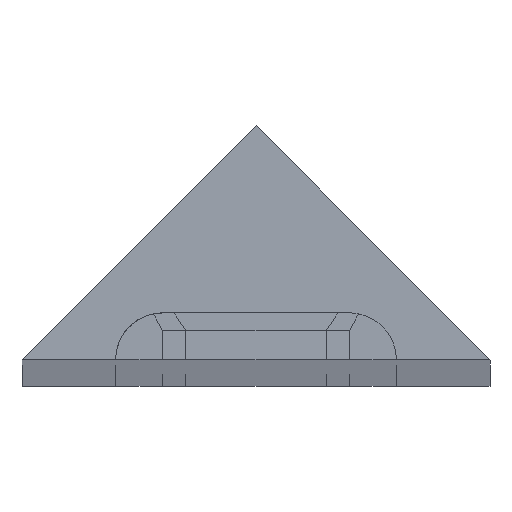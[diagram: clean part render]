
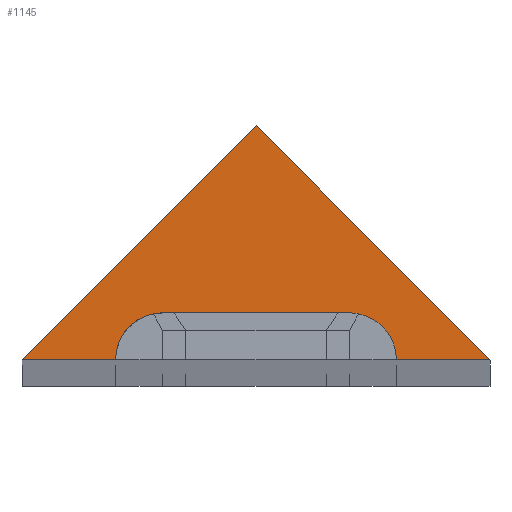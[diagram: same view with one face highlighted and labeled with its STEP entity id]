
A CAD part, top view. The second image highlights one B-rep face of the part: STEP entity #1145.
In plain terms, the highlighted planar face has unit normal (0, 0, 1).
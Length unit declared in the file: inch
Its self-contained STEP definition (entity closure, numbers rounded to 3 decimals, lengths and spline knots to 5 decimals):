
#97=FACE_OUTER_BOUND('',#168,.T.);
#168=EDGE_LOOP('',(#943,#944,#945,#946,#947,#948,#949,#950));
#197=CIRCLE('',#1247,0.2);
#198=CIRCLE('',#1250,0.2);
#199=CIRCLE('',#1253,0.2);
#288=LINE('',#1807,#423);
#292=LINE('',#1816,#427);
#296=LINE('',#1826,#431);
#298=LINE('',#1832,#433);
#299=LINE('',#1834,#434);
#423=VECTOR('',#1480,0.3937);
#427=VECTOR('',#1490,0.3937);
#431=VECTOR('',#1500,0.3937);
#433=VECTOR('',#1508,0.3937);
#434=VECTOR('',#1511,0.3937);
#540=VERTEX_POINT('',#1804);
#541=VERTEX_POINT('',#1806);
#542=VERTEX_POINT('',#1810);
#543=VERTEX_POINT('',#1814);
#544=VERTEX_POINT('',#1818);
#545=VERTEX_POINT('',#1822);
#546=VERTEX_POINT('',#1824);
#547=VERTEX_POINT('',#1830);
#673=EDGE_CURVE('',#541,#540,#288,.T.);
#676=EDGE_CURVE('',#540,#542,#197,.T.);
#678=EDGE_CURVE('',#542,#543,#292,.T.);
#680=EDGE_CURVE('',#543,#544,#198,.T.);
#683=EDGE_CURVE('',#545,#546,#296,.T.);
#684=EDGE_CURVE('',#544,#545,#199,.T.);
#686=EDGE_CURVE('',#547,#541,#298,.T.);
#687=EDGE_CURVE('',#547,#546,#299,.T.);
#943=ORIENTED_EDGE('',*,*,#687,.F.);
#944=ORIENTED_EDGE('',*,*,#686,.T.);
#945=ORIENTED_EDGE('',*,*,#673,.T.);
#946=ORIENTED_EDGE('',*,*,#676,.T.);
#947=ORIENTED_EDGE('',*,*,#678,.T.);
#948=ORIENTED_EDGE('',*,*,#680,.T.);
#949=ORIENTED_EDGE('',*,*,#684,.T.);
#950=ORIENTED_EDGE('',*,*,#683,.T.);
#1075=PLANE('',#1255);
#1145=ADVANCED_FACE('',(#97),#1075,.T.);
#1247=AXIS2_PLACEMENT_3D('',#1812,#1485,#1486);
#1250=AXIS2_PLACEMENT_3D('',#1820,#1494,#1495);
#1253=AXIS2_PLACEMENT_3D('',#1828,#1503,#1504);
#1255=AXIS2_PLACEMENT_3D('',#1833,#1509,#1510);
#1480=DIRECTION('',(1.,0.,0.));
#1485=DIRECTION('center_axis',(0.,0.,-1.));
#1486=DIRECTION('ref_axis',(1.,0.,0.));
#1490=DIRECTION('',(1.,0.,0.));
#1494=DIRECTION('center_axis',(0.,0.,-1.));
#1495=DIRECTION('ref_axis',(-1.,0.,0.));
#1500=DIRECTION('',(1.,0.,0.));
#1503=DIRECTION('center_axis',(0.,0.,-1.));
#1504=DIRECTION('ref_axis',(-1.,0.,0.));
#1508=DIRECTION('',(-0.707,-0.707,0.));
#1509=DIRECTION('center_axis',(0.,0.,1.));
#1510=DIRECTION('ref_axis',(1.,0.,0.));
#1511=DIRECTION('',(0.707,-0.707,0.));
#1804=CARTESIAN_POINT('',(-0.6,-1.,3.));
#1806=CARTESIAN_POINT('',(-1.,-1.,3.));
#1807=CARTESIAN_POINT('',(-1.,-1.,3.));
#1810=CARTESIAN_POINT('',(-0.4,-0.8,3.));
#1812=CARTESIAN_POINT('Origin',(-0.4,-1.,3.));
#1814=CARTESIAN_POINT('',(0.4,-0.8,3.));
#1816=CARTESIAN_POINT('',(-0.175,-0.8,3.));
#1818=CARTESIAN_POINT('',(0.43869,-0.80378,3.));
#1820=CARTESIAN_POINT('Origin',(0.4,-1.,3.));
#1822=CARTESIAN_POINT('',(0.6,-1.,3.));
#1824=CARTESIAN_POINT('',(1.,-1.,3.));
#1826=CARTESIAN_POINT('',(-1.,-1.,3.));
#1828=CARTESIAN_POINT('Origin',(0.4,-1.,3.));
#1830=CARTESIAN_POINT('',(0.,0.,3.));
#1832=CARTESIAN_POINT('',(0.,0.,3.));
#1833=CARTESIAN_POINT('Origin',(0.,0.,
3.));
#1834=CARTESIAN_POINT('',(0.00005,-0.00005,3.));
